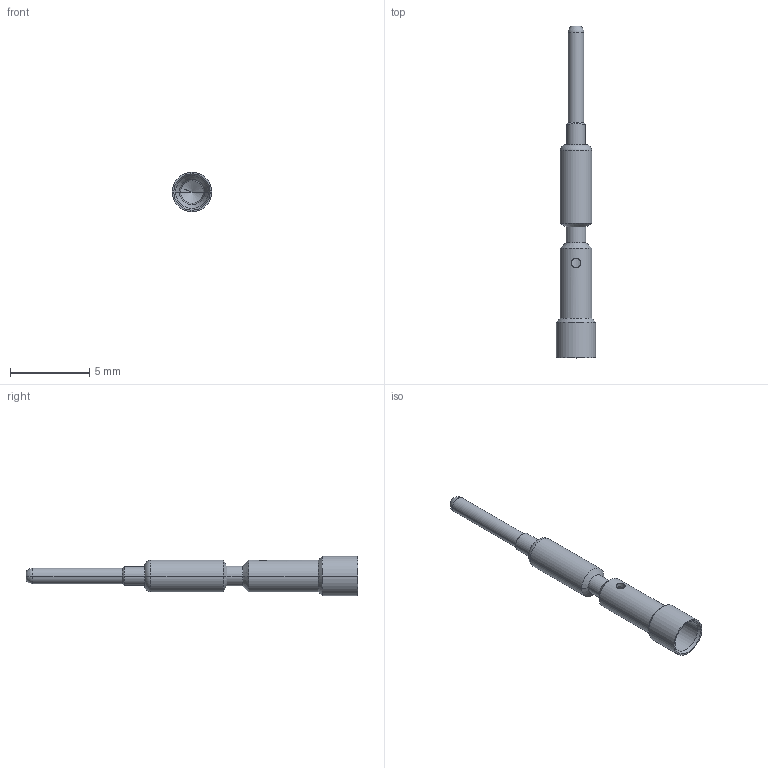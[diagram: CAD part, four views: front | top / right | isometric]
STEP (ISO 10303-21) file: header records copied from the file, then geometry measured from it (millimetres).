
FILE_DESCRIPTION((''),'2;1');
FILE_NAME('M23-MC9G-1P0','2017-07-31T',('hq.zhang'),(''),'PRO/ENGINEER BY PARAMETRIC TECHNOLOGY CORPORATION, 2012480','PRO/ENGINEER BY PARAMETRIC TECHNOLOGY CORPORATION, 2012480','');
FILE_SCHEMA(('AUTOMOTIVE_DESIGN { 1 0 10303 214 1 1 1 1 }'));
Length unit declared in the file: millimetre
Products named in the file (1): M23-MC9G-1P0
Bounding box: 2.5 x 21 x 2.5 mm (x, y, z)
Volume: 35.5 mm3; surface area: 150.2 mm2
Topology: 1 solids, 1 shells, 40 faces, 84 edges, 44 vertices
Faces by surface type: cylinder 18, cone 14, torus 4, plane 2, sphere 2
Entity records: 1249 total; most frequent: CARTESIAN_POINT 220, DIRECTION 202, ORIENTED_EDGE 164, COLOUR_RGB 107, AXIS2_PLACEMENT_3D 85, EDGE_CURVE 82, CIRCLE 45, VERTEX_POINT 44
